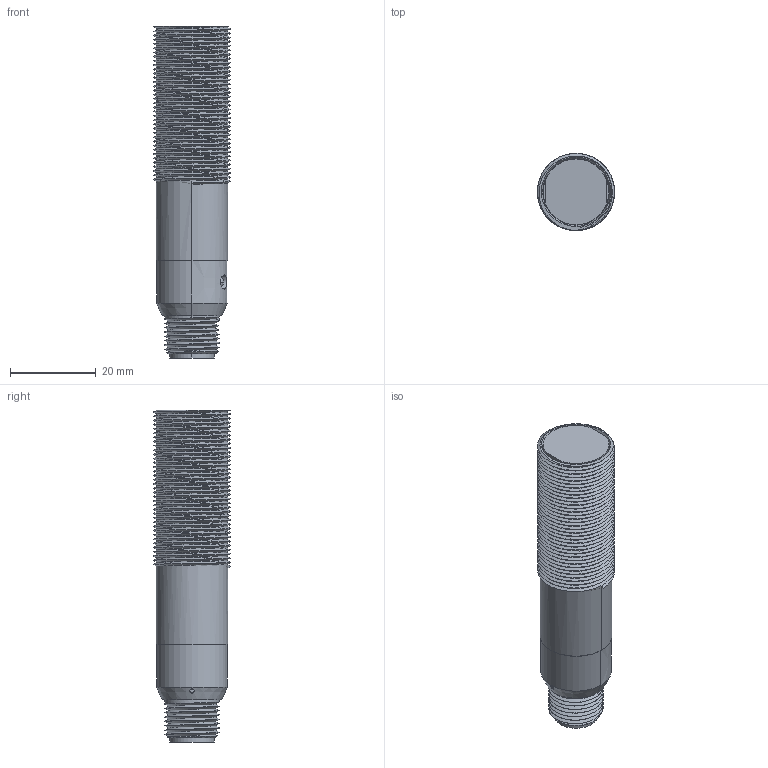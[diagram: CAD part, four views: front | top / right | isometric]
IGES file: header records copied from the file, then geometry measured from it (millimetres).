
Start section:  PTC IGES file: 155345.igs
Global section: file name: 155345.igs; native system: Pro/ENGINEER by Parametric Technology Corporation; preprocessor: 2009141; author: banengservice; organization: Unknown; date: 20110203.105446; units: inch
Bounding box: 18.01 x 18.01 x 77.61 mm (x, y, z)
Volume: 5535.4 mm3; surface area: 12062.2 mm2
Topology: 1 solids, 3 shells, 356 faces, 930 edges, 598 vertices
Faces by surface type: revolution 202, bspline 154
